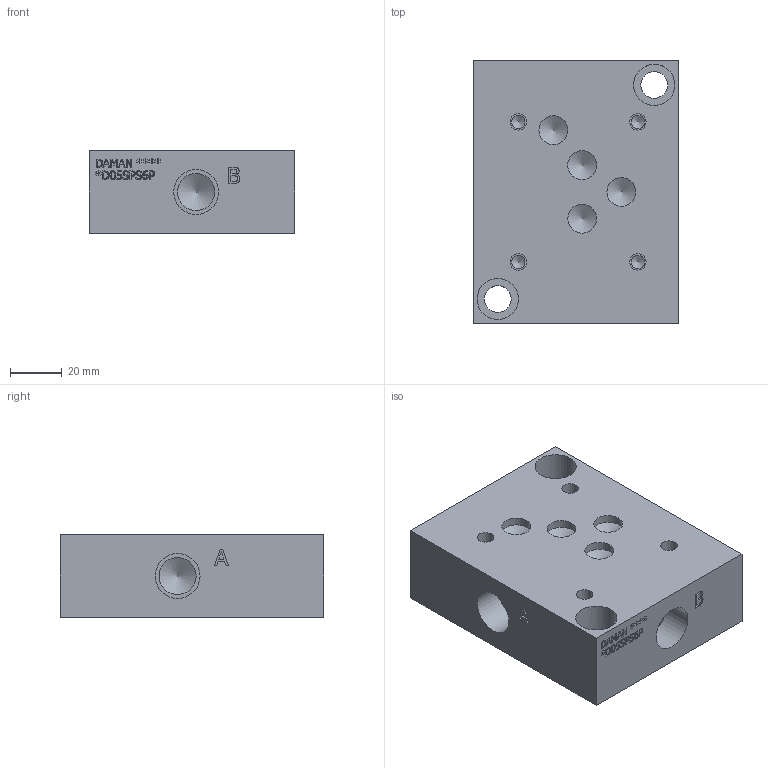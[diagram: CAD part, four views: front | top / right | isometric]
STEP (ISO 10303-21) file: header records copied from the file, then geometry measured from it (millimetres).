
FILE_DESCRIPTION(/* description */ (''),/* implementation_level */ '2;1');
FILE_NAME(/* name */ '_D05SPS6P.stp',/* time_stamp */ '2020-03-12T16:50:23-04:00',/* author */ ('devonn'),/* organization */ (''),/* preprocessor_version */ 'ST-DEVELOPER v17',/* originating_system */ 'Autodesk Inventor 2019',/* authorisation */ '');
FILE_SCHEMA (('AUTOMOTIVE_DESIGN { 1 0 10303 214 3 1 1 }'));
Length unit declared in the file: millimetre
Products named in the file (1): Part_AD05SPS6P_3D
Bounding box: 79.38 x 101.6 x 31.75 mm (x, y, z)
Volume: 230703.2 mm3; surface area: 35307.8 mm2
Topology: 1 solids, 1 shells, 433 faces, 1185 edges, 798 vertices
Faces by surface type: plane 267, bspline 130, cylinder 24, cone 12
Full cylindrical faces by diameter (mm): 5.105 x4, 6.35 x4, 10.312 x2, 11.113 x2, 11.125 x2, 14.3 x4, 15.875 x2, 17.297 x4
Entity records: 14672 total; most frequent: CARTESIAN_POINT 4095, ORIENTED_EDGE 2346, DIRECTION 1605, EDGE_CURVE 1173, LINE 829, VECTOR 829, VERTEX_POINT 798, EDGE_LOOP 493
